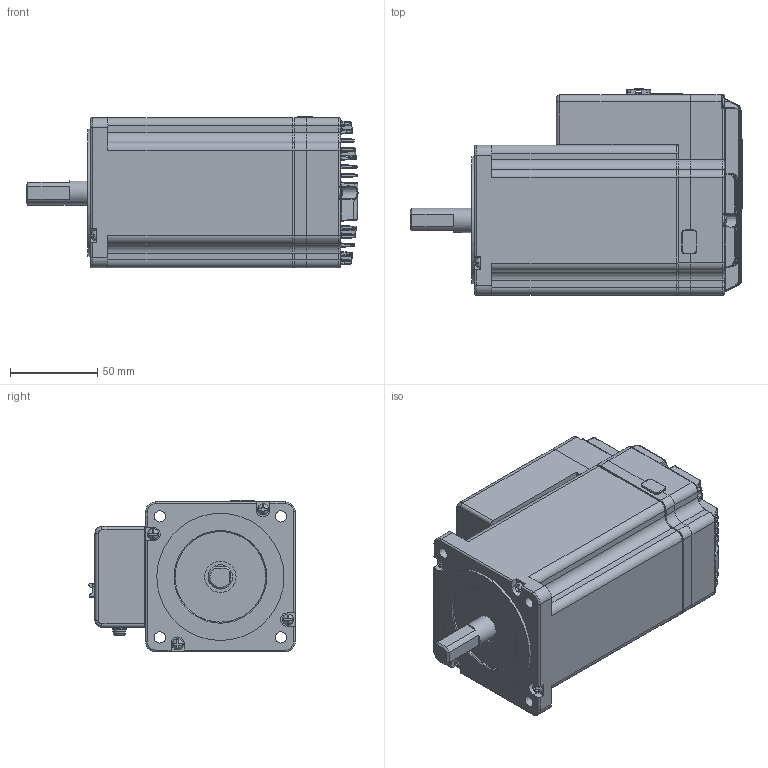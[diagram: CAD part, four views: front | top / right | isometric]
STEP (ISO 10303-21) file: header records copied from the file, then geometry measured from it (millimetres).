
FILE_DESCRIPTION (( 'STEP AP203' ), '1' );
FILE_NAME ('P119-MO-086-05-R02.STEP', '2021-09-02T07:45:25', ( '' ), ( '' ), 'SwSTEP 2.0', 'SolidWorks 2018', '' );
FILE_SCHEMA (( 'CONFIG_CONTROL_DESIGN' ));
Length unit declared in the file: millimetre
Products named in the file (34): P119-MO-086-05-R02; 86EC-PCB4-01; 791091007; sams; 791091003; 86EC-PCB1-02; pan cross head_ks_1_KS 1023 PC- M4 x 6-N; 20PS-JMCS-G-1B-TF(N); 56EC-PCB3-01; small circular plain washer_jis_JIS B 1256 Small circular 4; 039012045; pan cross head_ks_KS 1023 PC- M3 x 30-N; spring lock washer_2_jis_JIS B 1251 No.2 4; 瞪錳薄樓醴喀攪-5; M119-EC-086-03-R00; M119-EC-086-01-R01; 5016451220; 瞪錳薄樓醴喀攪-1; 09455511103_100183220MOD000B; 100V470; 瞪錳蕾樓攪喀攪; M119-EC-056-04-R00; 460150402; 瞪錳薄樓醴喀攪-3; 20R-JMCS-G-B-TF(NSA); 877601616; 86EC-PCB2-01; 瞪錳薄樓醴喀攪-2; M117-MO-086-02-R00; M119-EC-086-02-R03; M119-EC-042-04-R00; 瞪錳薄樓醴喀攪-4; pan cross head_ks_KS 1023 PC- M3 x 25-N; 877600816
Assembly tree (40 placements, depth 3):
  P119-MO-086-05-R02
    M119-EC-086-01-R01
    M119-EC-086-02-R03
    100V470  x2
    pan cross head_ks_KS 1023 PC- M3 x 25-N  x2
    pan cross head_ks_KS 1023 PC- M3 x 30-N  x3
    M119-EC-042-04-R00
    瞪錳蕾樓攪喀攪
      瞪錳薄樓醴喀攪-1
      瞪錳薄樓醴喀攪-2
      瞪錳薄樓醴喀攪-3
      瞪錳薄樓醴喀攪-4
      瞪錳薄樓醴喀攪-5
    09455511103_100183220MOD000B  x2
    5016451220
    86EC-PCB4-01
    56EC-PCB3-01
    86EC-PCB1-02
    86EC-PCB2-01
    20PS-JMCS-G-1B-TF(N)
    20R-JMCS-G-B-TF(NSA)
    791091003  x2
    877600816  x2
    039012045
    460150402
    791091007
    877601616
    M119-EC-086-03-R00
    M117-MO-086-02-R00
    sams
      small circular plain washer_jis_JIS B 1256 Small circular 4
      spring lock washer_2_jis_JIS B 1251 No.2 4
      pan cross head_ks_1_KS 1023 PC- M4 x 6-N
    M119-EC-056-04-R00
Bounding box: 190.6 x 118.6 x 87 mm (x, y, z)
Volume: 964682.1 mm3; surface area: 208136.2 mm2
Topology: 38 solids, 38 shells, 6360 faces, 17110 edges, 10889 vertices
Faces by surface type: plane 4878, cylinder 1061, bspline 238, torus 71, cone 70, sphere 42
Full cylindrical faces by diameter (mm): 0.4 x2, 0.5 x2, 1 x1, 2.5 x12, 3 x7, 3.3 x1, 3.4 x10, 3.5 x3, 4 x5, 4.3 x1, 4.5 x6, 5.5 x3, 6.35 x1, 6.5 x4, 8 x1, 14 x1, 16 x2, 18 x2, 52 x1, 73 x1
Entity records: 167433 total; most frequent: CARTESIAN_POINT 37812, ORIENTED_EDGE 27046, DIRECTION 24514, EDGE_CURVE 13523, LINE 10976, VECTOR 10976, VERTEX_POINT 8654, AXIS2_PLACEMENT_3D 6769
